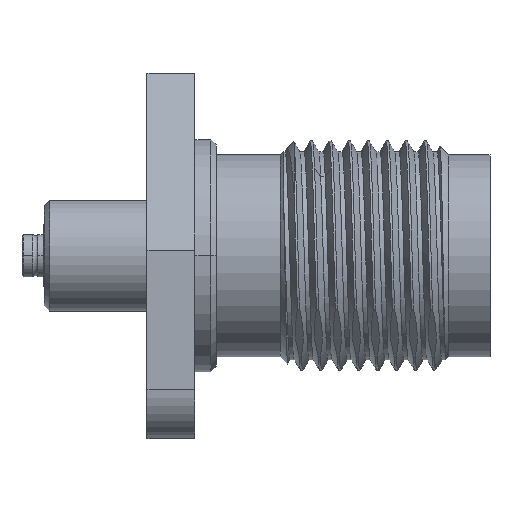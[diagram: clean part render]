
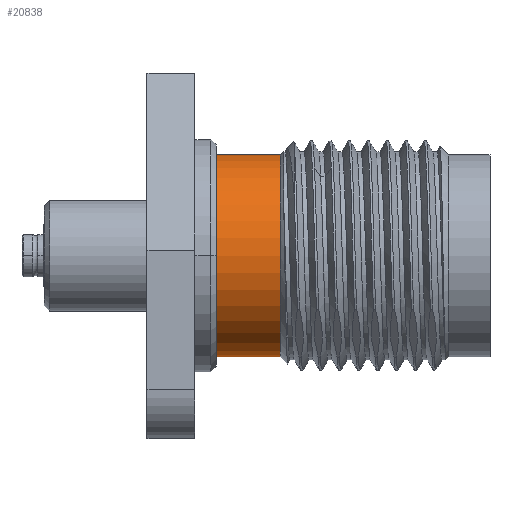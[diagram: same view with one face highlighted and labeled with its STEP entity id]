
A CAD part, top view. The second image highlights one B-rep face of the part: STEP entity #20838.
In plain terms, the highlighted cylindrical face has radius 4.826 mm (diameter 9.652 mm), a partial arc.
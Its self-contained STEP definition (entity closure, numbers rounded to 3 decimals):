
#2696=CARTESIAN_POINT('',(12.217,0.,0.));
#2697=DIRECTION('',(-1.,0.,0.));
#2698=DIRECTION('',(0.,-1.,0.));
#2699=AXIS2_PLACEMENT_3D('',#2696,#2697,#2698);
#2740=DIRECTION('',(1.,0.,0.));
#2741=VECTOR('',#2740,3.073);
#2742=CARTESIAN_POINT('',(9.144,-4.826,0.));
#2743=LINE('',#2742,#2741);
#2744=CARTESIAN_POINT('',(9.144,0.,0.));
#2745=DIRECTION('',(1.,0.,0.));
#2746=DIRECTION('',(0.,1.,0.));
#2747=AXIS2_PLACEMENT_3D('',#2744,#2745,#2746);
#2749=DIRECTION('',(1.,0.,0.));
#2750=VECTOR('',#2749,3.073);
#2751=CARTESIAN_POINT('',(9.144,4.826,0.));
#2752=LINE('',#2751,#2750);
#16070=CARTESIAN_POINT('',(12.217,4.826,0.));
#16071=CARTESIAN_POINT('',(12.217,-4.826,0.));
#16072=VERTEX_POINT('',#16070);
#16073=VERTEX_POINT('',#16071);
#16074=CARTESIAN_POINT('',(9.144,4.826,0.));
#16075=VERTEX_POINT('',#16074);
#16076=CARTESIAN_POINT('',(9.144,-4.826,0.));
#16077=VERTEX_POINT('',#16076);
#20824=CARTESIAN_POINT('',(22.879,0.,0.));
#20825=DIRECTION('',(-1.,0.,0.));
#20826=DIRECTION('',(0.,1.,0.));
#20827=AXIS2_PLACEMENT_3D('',#20824,#20825,#20826);
#20828=CYLINDRICAL_SURFACE('',#20827,4.826);
#20829=ORIENTED_EDGE('',*,*,#20815,.F.);
#20831=ORIENTED_EDGE('',*,*,#20830,.F.);
#20833=ORIENTED_EDGE('',*,*,#20832,.F.);
#20835=ORIENTED_EDGE('',*,*,#20834,.T.);
#20836=EDGE_LOOP('',(#20829,#20831,#20833,#20835));
#20837=FACE_OUTER_BOUND('',#20836,.F.);
#20838=ADVANCED_FACE('',(#20837),#20828,.T.);
#2700=CIRCLE('',#2699,4.826);
#2748=CIRCLE('',#2747,4.826);
#20815=EDGE_CURVE('',#16073,#16072,#2700,.T.);
#20830=EDGE_CURVE('',#16077,#16073,#2743,.T.);
#20832=EDGE_CURVE('',#16075,#16077,#2748,.T.);
#20834=EDGE_CURVE('',#16075,#16072,#2752,.T.);
